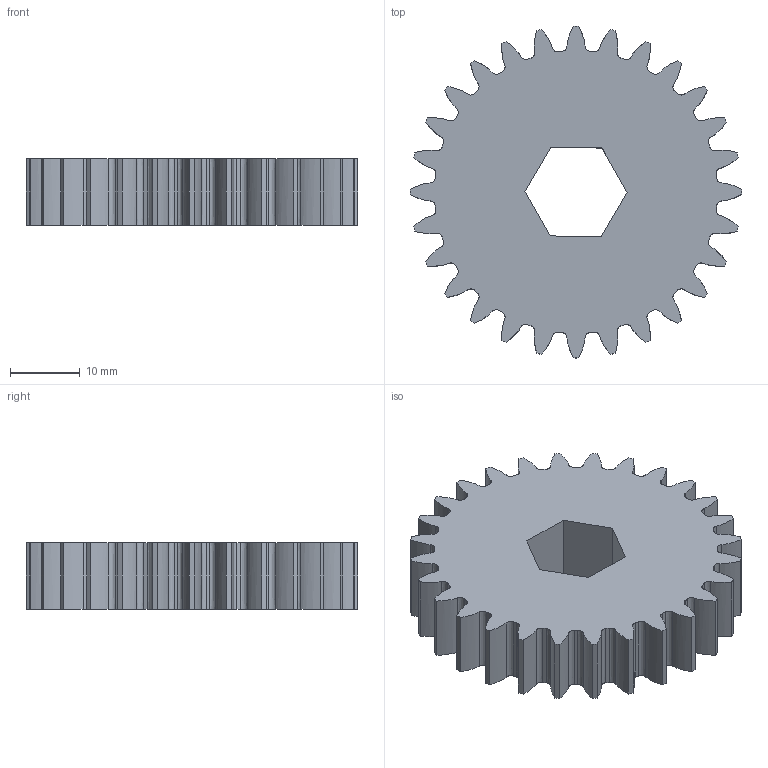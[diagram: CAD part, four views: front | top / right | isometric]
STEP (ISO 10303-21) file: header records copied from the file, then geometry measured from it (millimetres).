
FILE_DESCRIPTION(/* description */ ('Spur Gear; Diametrial Pitch: 16.0; Num Teeth: 28; Pressure Angle: 20.0; Backlash: 0.03125 in'),/* implementation_level */ '2;1');
FILE_NAME(/* name */ 'Spur Gear (28 teeth).stp',/* time_stamp */ '2024-06-12T07:41:38-04:00',/* author */ ('seene'),/* organization */ (''),/* preprocessor_version */ 'ST-DEVELOPER v20',/* originating_system */ 'Autodesk Inventor 2025',/* authorisation */ '');
FILE_SCHEMA (('AUTOMOTIVE_DESIGN { 1 0 10303 214 3 1 1 }'));
Length unit declared in the file: inch
Products named in the file (1): Spur Gear (28 teeth)
Bounding box: 47.62 x 47.62 x 9.53 mm (x, y, z)
Volume: 12927.2 mm3; surface area: 5702.4 mm2
Topology: 1 solids, 1 shells, 176 faces, 522 edges, 348 vertices
Faces by surface type: bspline 112, cylinder 56, plane 8
Entity records: 20097 total; most frequent: CARTESIAN_POINT 16337, ORIENTED_EDGE 1044, EDGE_CURVE 522, DIRECTION 428, VERTEX_POINT 348, B_SPLINE_CURVE_WITH_KNOTS 280, EDGE_LOOP 178, AXIS2_PLACEMENT_3D 177
